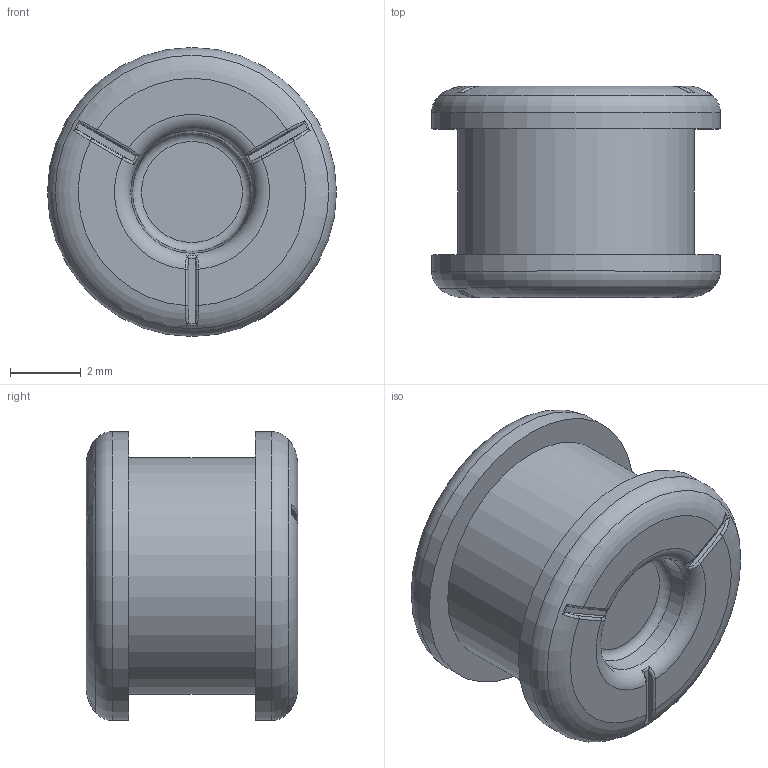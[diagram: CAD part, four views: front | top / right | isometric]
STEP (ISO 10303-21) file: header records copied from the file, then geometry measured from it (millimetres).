
FILE_DESCRIPTION (( 'STEP AP214' ), '1' );
FILE_NAME ('LPX090G.STEP', '2018-01-23T14:31:27', ( '' ), ( '' ), 'SwSTEP 2.0', 'SolidWorks 2014', '' );
FILE_SCHEMA (( 'AUTOMOTIVE_DESIGN' ));
Length unit declared in the file: inch
Products named in the file (1): LPX090G
Bounding box: 8.15 x 5.97 x 8.15 mm (x, y, z)
Volume: 222.3 mm3; surface area: 274.2 mm2
Topology: 1 solids, 1 shells, 89 faces, 234 edges, 149 vertices
Faces by surface type: plane 28, bspline 24, torus 20, cylinder 15, cone 2
Full cylindrical faces by diameter (mm): 6.68 x1, 8.153 x2
Entity records: 3336 total; most frequent: CARTESIAN_POINT 1462, ORIENTED_EDGE 434, DIRECTION 274, EDGE_CURVE 217, VERTEX_POINT 145, B_SPLINE_CURVE_WITH_KNOTS 128, AXIS2_PLACEMENT_3D 119, EDGE_LOOP 104
